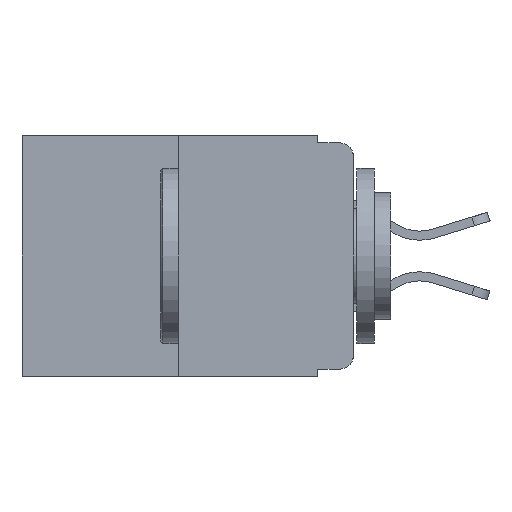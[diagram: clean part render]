
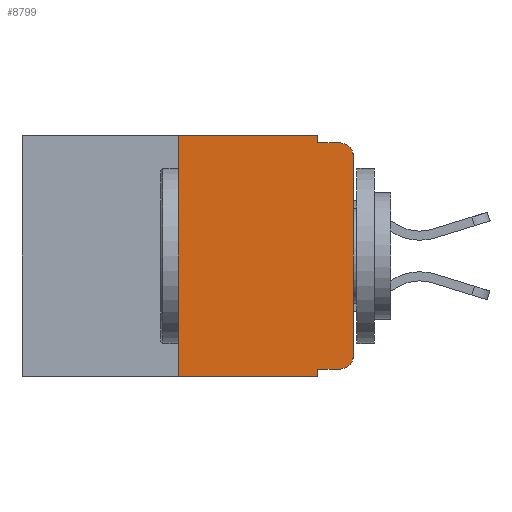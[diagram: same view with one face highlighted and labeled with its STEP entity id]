
A CAD part, left-side view. The second image highlights one B-rep face of the part: STEP entity #8799.
In plain terms, the highlighted planar face has unit normal (-1, 0, 0).
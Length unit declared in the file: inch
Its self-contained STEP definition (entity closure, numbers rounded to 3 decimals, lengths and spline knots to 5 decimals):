
#118 = ORIENTED_EDGE ( 'NONE', *, *, #1678, .T. ) ;
#258 = EDGE_LOOP ( 'NONE', ( #12329, #3099, #6455, #9818, #13489, #17991, #118, #10314, #16899, #14222 ) ) ;
#339 = LINE ( 'NONE', #2453, #3785 ) ;
#381 = EDGE_CURVE ( 'NONE', #8566, #15317, #602, .T. ) ;
#441 = VECTOR ( 'NONE', #16875, 39.37008 ) ;
#512 = LINE ( 'NONE', #5871, #11836 ) ;
#602 = CIRCLE ( 'NONE', #7928, 0.02 ) ;
#698 = DIRECTION ( 'NONE',  ( -1., 0., 0. ) ) ;
#706 = VERTEX_POINT ( 'NONE', #2037 ) ;
#1160 = DIRECTION ( 'NONE',  ( 0., 0., -1. ) ) ;
#1189 = FACE_OUTER_BOUND ( 'NONE', #258, .T. ) ;
#1404 = EDGE_CURVE ( 'NONE', #2609, #4832, #339, .T. ) ;
#1608 = CARTESIAN_POINT ( 'NONE',  ( 0., 0.02, -0.313 ) ) ;
#1643 = CARTESIAN_POINT ( 'NONE',  ( 0., 0.473, 0. ) ) ;
#1678 = EDGE_CURVE ( 'NONE', #13959, #15890, #11419, .T. ) ;
#1737 = DIRECTION ( 'NONE',  ( 0., -1., 0. ) ) ;
#2037 = CARTESIAN_POINT ( 'NONE',  ( 0., 0., -0.313 ) ) ;
#2236 = VECTOR ( 'NONE', #6392, 39.37008 ) ;
#2245 = CARTESIAN_POINT ( 'NONE',  ( 0., 0., 0. ) ) ;
#2453 = CARTESIAN_POINT ( 'NONE',  ( 0., 0.051, 0. ) ) ;
#2506 = EDGE_CURVE ( 'NONE', #15960, #706, #12301, .T. ) ;
#2534 = EDGE_CURVE ( 'NONE', #4832, #15317, #512, .T. ) ;
#2609 = VERTEX_POINT ( 'NONE', #5742 ) ;
#3085 = VECTOR ( 'NONE', #7015, 39.37008 ) ;
#3099 = ORIENTED_EDGE ( 'NONE', *, *, #381, .T. ) ;
#3729 = DIRECTION ( 'NONE',  ( 0., 0., 1. ) ) ;
#3785 = VECTOR ( 'NONE', #18765, 39.37008 ) ;
#4118 = CARTESIAN_POINT ( 'NONE',  ( 0., 0.473, 0. ) ) ;
#4371 = LINE ( 'NONE', #9586, #441 ) ;
#4832 = VERTEX_POINT ( 'NONE', #13912 ) ;
#5742 = CARTESIAN_POINT ( 'NONE',  ( 0., 0.051, 0. ) ) ;
#5871 = CARTESIAN_POINT ( 'NONE',  ( 0., 0.051, -0.01 ) ) ;
#6172 = DIRECTION ( 'NONE',  ( 1., 0., 0. ) ) ;
#6392 = DIRECTION ( 'NONE',  ( 0., 0., -1. ) ) ;
#6421 = VERTEX_POINT ( 'NONE', #16709 ) ;
#6455 = ORIENTED_EDGE ( 'NONE', *, *, #2534, .F. ) ;
#6654 = EDGE_CURVE ( 'NONE', #13959, #6421, #11434, .T. ) ;
#7015 = DIRECTION ( 'NONE',  ( 0., 0., 1. ) ) ;
#7928 = AXIS2_PLACEMENT_3D ( 'NONE', #13347, #13327, #11066 ) ;
#7998 = VECTOR ( 'NONE', #10114, 39.37008 ) ;
#8566 = VERTEX_POINT ( 'NONE', #14400 ) ;
#8799 = ADVANCED_FACE ( 'NONE', ( #1189 ), #14957, .F. ) ;
#8912 = CARTESIAN_POINT ( 'NONE',  ( 0., 0.25, 0. ) ) ;
#8948 = CARTESIAN_POINT ( 'NONE',  ( 0., 0.02, -0.333 ) ) ;
#9586 = CARTESIAN_POINT ( 'NONE',  ( 0., 0.051, -0.333 ) ) ;
#9818 = ORIENTED_EDGE ( 'NONE', *, *, #1404, .F. ) ;
#10114 = DIRECTION ( 'NONE',  ( 0., -1., 0. ) ) ;
#10314 = ORIENTED_EDGE ( 'NONE', *, *, #12545, .F. ) ;
#10448 = CARTESIAN_POINT ( 'NONE',  ( 0., 0.02, -0.01 ) ) ;
#11066 = DIRECTION ( 'NONE',  ( 0., 0., -1. ) ) ;
#11419 = LINE ( 'NONE', #14034, #11885 ) ;
#11434 = LINE ( 'NONE', #8912, #3085 ) ;
#11836 = VECTOR ( 'NONE', #1737, 39.37008 ) ;
#11885 = VECTOR ( 'NONE', #14110, 39.37008 ) ;
#12301 = CIRCLE ( 'NONE', #14200, 0.02 ) ;
#12323 = LINE ( 'NONE', #4118, #7998 ) ;
#12329 = ORIENTED_EDGE ( 'NONE', *, *, #17404, .T. ) ;
#12545 = EDGE_CURVE ( 'NONE', #17525, #15890, #14043, .T. ) ;
#13327 = DIRECTION ( 'NONE',  ( -1., 0., 0. ) ) ;
#13347 = CARTESIAN_POINT ( 'NONE',  ( 0., 0.02, -0.03 ) ) ;
#13489 = ORIENTED_EDGE ( 'NONE', *, *, #15820, .F. ) ;
#13912 = CARTESIAN_POINT ( 'NONE',  ( 0., 0.051, -0.01 ) ) ;
#13959 = VERTEX_POINT ( 'NONE', #15726 ) ;
#14034 = CARTESIAN_POINT ( 'NONE',  ( 0., 0.473, -0.343 ) ) ;
#14043 = LINE ( 'NONE', #16588, #2236 ) ;
#14107 = AXIS2_PLACEMENT_3D ( 'NONE', #1643, #6172, #16384 ) ;
#14110 = DIRECTION ( 'NONE',  ( 0., -1., 0. ) ) ;
#14200 = AXIS2_PLACEMENT_3D ( 'NONE', #1608, #698, #1160 ) ;
#14222 = ORIENTED_EDGE ( 'NONE', *, *, #2506, .T. ) ;
#14400 = CARTESIAN_POINT ( 'NONE',  ( 0., 0., -0.03 ) ) ;
#14552 = LINE ( 'NONE', #2245, #18343 ) ;
#14957 = PLANE ( 'NONE',  #14107 ) ;
#15317 = VERTEX_POINT ( 'NONE', #10448 ) ;
#15726 = CARTESIAN_POINT ( 'NONE',  ( 0., 0.25, -0.343 ) ) ;
#15772 = CARTESIAN_POINT ( 'NONE',  ( 0., 0.051, -0.333 ) ) ;
#15820 = EDGE_CURVE ( 'NONE', #6421, #2609, #12323, .T. ) ;
#15890 = VERTEX_POINT ( 'NONE', #17504 ) ;
#15960 = VERTEX_POINT ( 'NONE', #8948 ) ;
#16384 = DIRECTION ( 'NONE',  ( 0., 0., -1. ) ) ;
#16588 = CARTESIAN_POINT ( 'NONE',  ( 0., 0.051, 0. ) ) ;
#16709 = CARTESIAN_POINT ( 'NONE',  ( 0., 0.25, 0. ) ) ;
#16875 = DIRECTION ( 'NONE',  ( 0., -1., 0. ) ) ;
#16899 = ORIENTED_EDGE ( 'NONE', *, *, #17987, .T. ) ;
#17404 = EDGE_CURVE ( 'NONE', #706, #8566, #14552, .T. ) ;
#17504 = CARTESIAN_POINT ( 'NONE',  ( 0., 0.051, -0.343 ) ) ;
#17525 = VERTEX_POINT ( 'NONE', #15772 ) ;
#17987 = EDGE_CURVE ( 'NONE', #17525, #15960, #4371, .T. ) ;
#17991 = ORIENTED_EDGE ( 'NONE', *, *, #6654, .F. ) ;
#18343 = VECTOR ( 'NONE', #3729, 39.37008 ) ;
#18765 = DIRECTION ( 'NONE',  ( 0., 0., -1. ) ) ;
